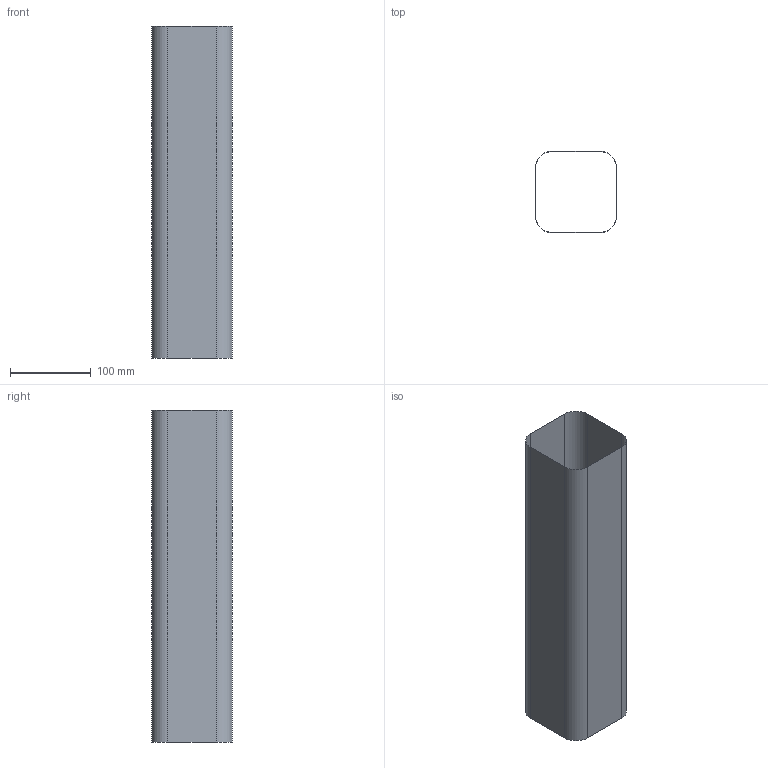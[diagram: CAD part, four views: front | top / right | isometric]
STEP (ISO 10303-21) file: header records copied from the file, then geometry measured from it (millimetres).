
FILE_DESCRIPTION (( 'STEP AP203' ), '1' );
FILE_NAME ('CuttingTool.STEP', '2019-10-22T04:05:23', ( '' ), ( '' ), 'SwSTEP 2.0', 'SolidWorks 2018', '' );
FILE_SCHEMA (( 'CONFIG_CONTROL_DESIGN' ));
Length unit declared in the file: millimetre
Products named in the file (2): FlatShellModel; CuttingTool
Assembly tree (1 placements, depth 2):
  CuttingTool
    FlatShellModel
Bounding box: 100 x 100 x 410 mm (x, y, z)
Surface area: 149922.1 mm2 (no closed solid volume)
Topology: 0 solids, 1 shells, 8 faces, 24 edges, 16 vertices
Faces by surface type: cylinder 4, plane 4
Entity records: 460 total; most frequent: DIRECTION 56, CARTESIAN_POINT 52, ORIENTED_EDGE 32, EDGE_CURVE 24, AXIS2_PLACEMENT_3D 20, PERSON_AND_ORGANIZATION 17, VECTOR 16, LINE 16
